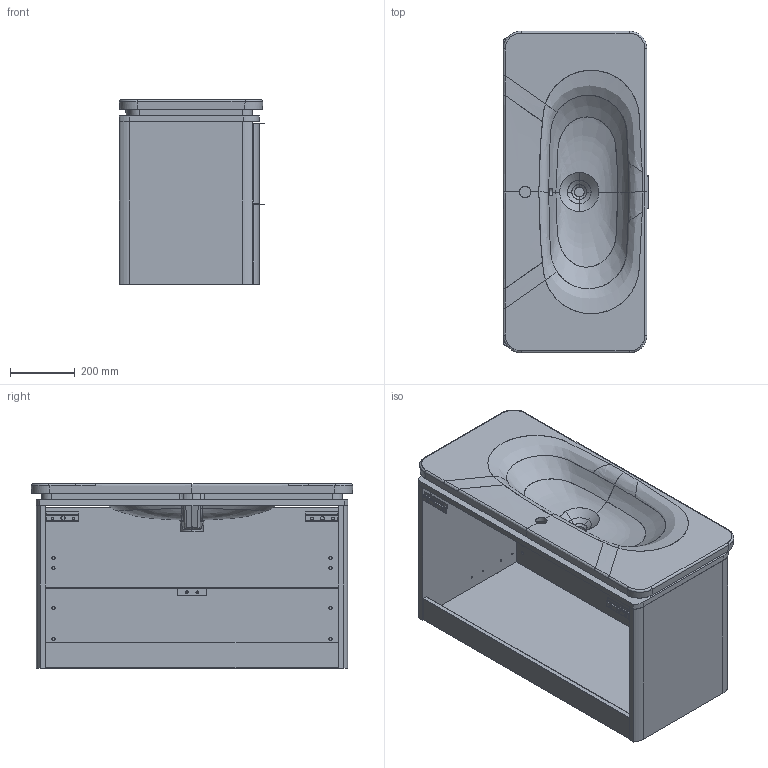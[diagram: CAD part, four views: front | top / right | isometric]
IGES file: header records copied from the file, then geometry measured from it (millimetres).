
Global section: file name: 56149.igs; native system: NX V7.5; preprocessor: SIEMENS PLM Software NX 7.5; date: 20121010.165445; units: millimetre
Bounding box: 450.08 x 993.3 x 570 mm (x, y, z)
Surface area: 5807900.1 mm2 (no closed solid volume)
Topology: 0 solids, 8 shells, 973 faces, 7616 edges, 7621 vertices
Faces by surface type: bspline 949, offset 24
